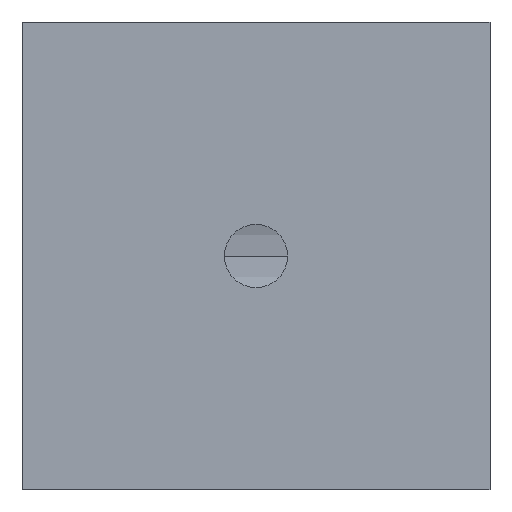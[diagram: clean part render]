
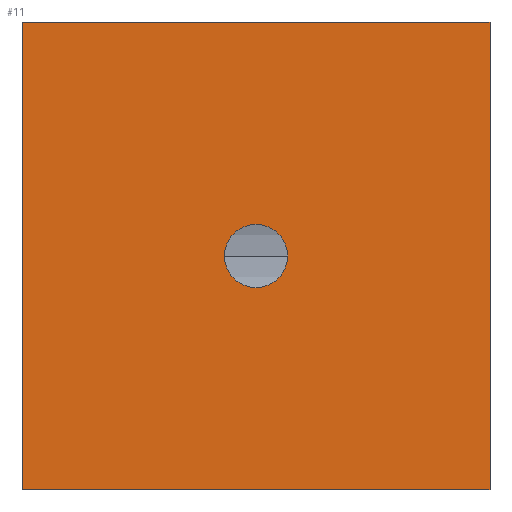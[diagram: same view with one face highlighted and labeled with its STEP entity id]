
A CAD part, front view. The second image highlights one B-rep face of the part: STEP entity #11.
In plain terms, the highlighted planar face has unit normal (0, -1, 0).
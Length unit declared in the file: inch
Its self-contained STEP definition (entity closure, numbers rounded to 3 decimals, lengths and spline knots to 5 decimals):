
#11 = ADVANCED_FACE ( 'NONE', ( #1116, #1206 ), #143, .T. ) ;
#82 = CARTESIAN_POINT ( 'NONE',  ( 0.98425, -1.15, -1.9685 ) ) ;
#83 = DIRECTION ( 'NONE',  ( 1., 0., 0. ) ) ;
#125 = VERTEX_POINT ( 'NONE', #769 ) ;
#134 = DIRECTION ( 'NONE',  ( 0., 0., -1. ) ) ;
#135 = DIRECTION ( 'NONE',  ( 0., -1., 0. ) ) ;
#143 = PLANE ( 'NONE',  #1350 ) ;
#144 = CARTESIAN_POINT ( 'NONE',  ( -0.98425, -1.15, -1.9685 ) ) ;
#157 = VERTEX_POINT ( 'NONE', #166 ) ;
#162 = CARTESIAN_POINT ( 'NONE',  ( 0., -1.15, -1.11725 ) ) ;
#166 = CARTESIAN_POINT ( 'NONE',  ( -0.98425, -1.15, 0. ) ) ;
#316 = CARTESIAN_POINT ( 'NONE',  ( -0.98425, -1.15, 0. ) ) ;
#344 = DIRECTION ( 'NONE',  ( 1., 0., 0. ) ) ;
#348 = CARTESIAN_POINT ( 'NONE',  ( -0.98425, -1.15, -1.9685 ) ) ;
#359 = CARTESIAN_POINT ( 'NONE',  ( -0.98425, -1.15, -1.9685 ) ) ;
#440 = DIRECTION ( 'NONE',  ( 0., 0., 1. ) ) ;
#443 = DIRECTION ( 'NONE',  ( 0., 0., -1. ) ) ;
#479 = DIRECTION ( 'NONE',  ( 0., 0., 1. ) ) ;
#484 = VERTEX_POINT ( 'NONE', #790 ) ;
#495 = DIRECTION ( 'NONE',  ( 0., -1., 0. ) ) ;
#560 = DIRECTION ( 'NONE',  ( 0., -1., 0. ) ) ;
#622 = CARTESIAN_POINT ( 'NONE',  ( 0., -1.15, -0.98425 ) ) ;
#624 = DIRECTION ( 'NONE',  ( 0., 0., -1. ) ) ;
#646 = VERTEX_POINT ( 'NONE', #162 ) ;
#688 = CARTESIAN_POINT ( 'NONE',  ( 0., -1.15, -0.98425 ) ) ;
#709 = CARTESIAN_POINT ( 'NONE',  ( 0.98425, -1.15, 0. ) ) ;
#744 = CARTESIAN_POINT ( 'NONE',  ( -0.98425, -1.15, -1.9685 ) ) ;
#757 = VERTEX_POINT ( 'NONE', #144 ) ;
#767 = VERTEX_POINT ( 'NONE', #709 ) ;
#769 = CARTESIAN_POINT ( 'NONE',  ( 0., -1.15, -0.85125 ) ) ;
#790 = CARTESIAN_POINT ( 'NONE',  ( 0.98425, -1.15, -1.9685 ) ) ;
#852 = LINE ( 'NONE', #348, #943 ) ;
#876 = LINE ( 'NONE', #359, #1111 ) ;
#884 = ORIENTED_EDGE ( 'NONE', *, *, #1353, .F. ) ;
#904 = ORIENTED_EDGE ( 'NONE', *, *, #1294, .T. ) ;
#943 = VECTOR ( 'NONE', #344, 39.37008 ) ;
#988 = LINE ( 'NONE', #316, #1181 ) ;
#1029 = LINE ( 'NONE', #82, #1093 ) ;
#1084 = ORIENTED_EDGE ( 'NONE', *, *, #1396, .F. ) ;
#1093 = VECTOR ( 'NONE', #479, 39.37008 ) ;
#1111 = VECTOR ( 'NONE', #440, 39.37008 ) ;
#1116 = FACE_BOUND ( 'NONE', #1217, .T. ) ;
#1117 = ORIENTED_EDGE ( 'NONE', *, *, #1418, .T. ) ;
#1130 = CIRCLE ( 'NONE', #1420, 0.133 ) ;
#1171 = CIRCLE ( 'NONE', #1314, 0.133 ) ;
#1181 = VECTOR ( 'NONE', #83, 39.37008 ) ;
#1206 = FACE_OUTER_BOUND ( 'NONE', #1240, .T. ) ;
#1211 = ORIENTED_EDGE ( 'NONE', *, *, #1297, .F. ) ;
#1217 = EDGE_LOOP ( 'NONE', ( #884, #1084 ) ) ;
#1240 = EDGE_LOOP ( 'NONE', ( #1261, #1211, #904, #1117 ) ) ;
#1261 = ORIENTED_EDGE ( 'NONE', *, *, #1293, .F. ) ;
#1293 = EDGE_CURVE ( 'NONE', #157, #767, #988, .T. ) ;
#1294 = EDGE_CURVE ( 'NONE', #757, #484, #852, .T. ) ;
#1297 = EDGE_CURVE ( 'NONE', #757, #157, #876, .T. ) ;
#1314 = AXIS2_PLACEMENT_3D ( 'NONE', #688, #495, #624 ) ;
#1350 = AXIS2_PLACEMENT_3D ( 'NONE', #744, #135, #134 ) ;
#1353 = EDGE_CURVE ( 'NONE', #646, #125, #1171, .T. ) ;
#1396 = EDGE_CURVE ( 'NONE', #125, #646, #1130, .T. ) ;
#1418 = EDGE_CURVE ( 'NONE', #484, #767, #1029, .T. ) ;
#1420 = AXIS2_PLACEMENT_3D ( 'NONE', #622, #560, #443 ) ;
